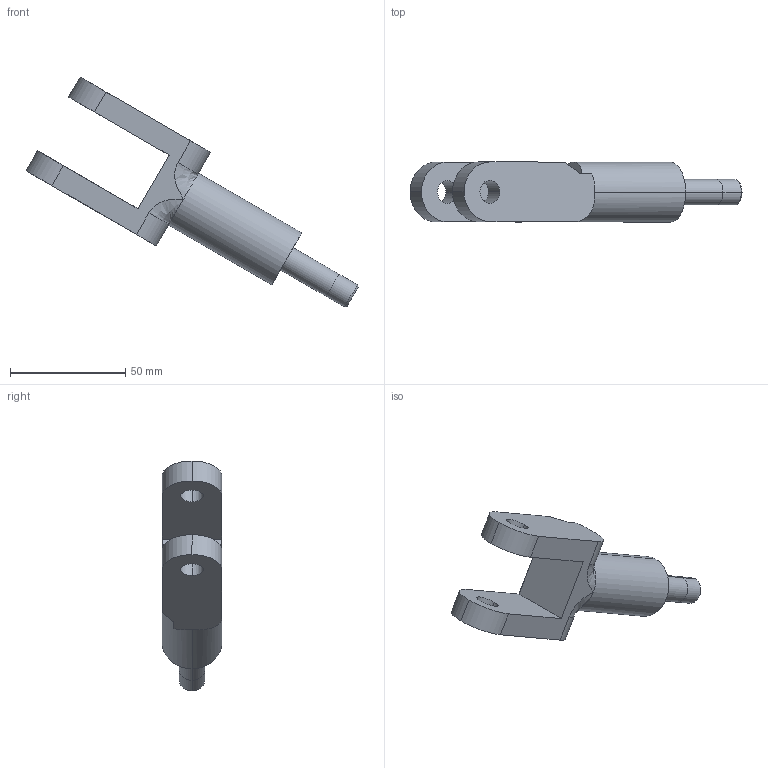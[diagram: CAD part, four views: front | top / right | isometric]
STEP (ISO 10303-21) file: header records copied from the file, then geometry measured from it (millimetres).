
FILE_DESCRIPTION (( 'STEP AP203' ), '1' );
FILE_NAME ('Canfield Upper Arm Boss -004_Default_sldprt.STEP', '2025-01-25T01:33:00', ( '' ), ( '' ), 'SwSTEP 2.0', 'SolidWorks 2024', '' );
FILE_SCHEMA (( 'CONFIG_CONTROL_DESIGN' ));
Length unit declared in the file: millimetre
Products named in the file (1): Canfield Upper Arm Boss -004_Default_sldprt
Bounding box: 144.33 x 26 x 99.95 mm (x, y, z)
Volume: 68770.1 mm3; surface area: 16711.8 mm2
Topology: 1 solids, 1 shells, 39 faces, 100 edges, 63 vertices
Faces by surface type: cylinder 18, plane 15, bspline 4, cone 2
Entity records: 1547 total; most frequent: CARTESIAN_POINT 510, DIRECTION 209, ORIENTED_EDGE 196, EDGE_CURVE 98, AXIS2_PLACEMENT_3D 80, VERTEX_POINT 63, LINE 49, VECTOR 49
